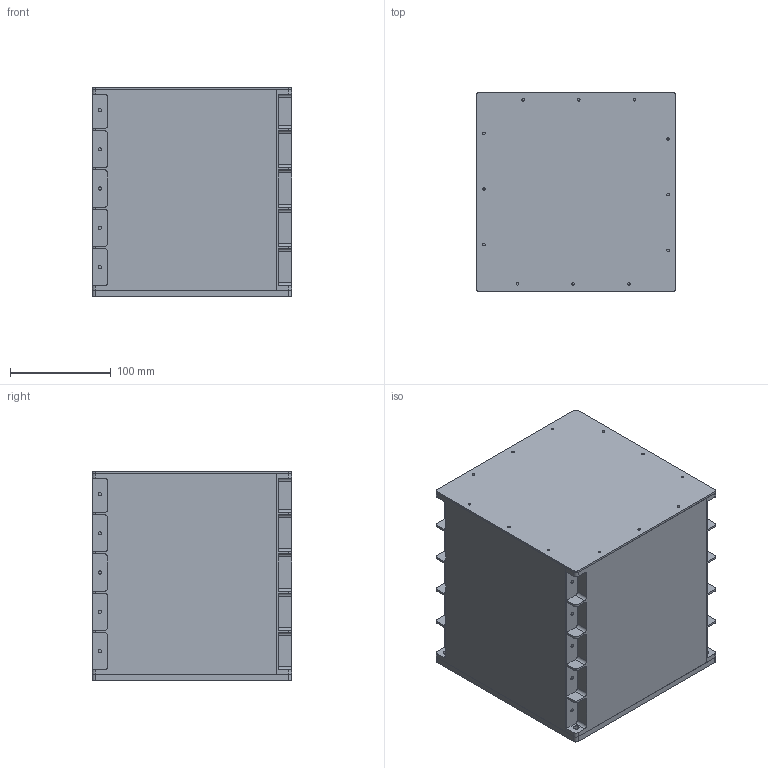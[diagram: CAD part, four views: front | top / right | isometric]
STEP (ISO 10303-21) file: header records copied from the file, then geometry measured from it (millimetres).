
FILE_DESCRIPTION(/* description */ (''),/* implementation_level */ '2;1');
FILE_NAME(/* name */ 'Structure 0.3 v30 v2.step',/* time_stamp */ '2023-06-12T09:05:51+02:00',/* author */ (''),/* organization */ (''),/* preprocessor_version */ 'ST-DEVELOPER v19.2',/* originating_system */ 'Autodesk Translation Framework v12.6.0.85',/* authorisation */ '');
FILE_SCHEMA (('AUTOMOTIVE_DESIGN { 1 0 10303 214 3 1 1 }'));
Length unit declared in the file: millimetre
Products named in the file (4): Structure 0.3 v30; side; Component7; Component8
Assembly tree (6 placements, depth 3):
  Structure 0.3 v30
    side  x4
      Component7
    Component8
Bounding box: 198 x 198 x 208 mm (x, y, z)
Volume: 1558395.5 mm3; surface area: 829590.7 mm2
Topology: 5 solids, 5 shells, 578 faces, 1536 edges, 1024 vertices
Faces by surface type: cylinder 304, plane 274
Full cylindrical faces by diameter (mm): 2.5 x92, 3.2 x20, 5.4 x16
Entity records: 5347 total; most frequent: DIRECTION 947, CARTESIAN_POINT 886, ORIENTED_EDGE 858, EDGE_CURVE 429, AXIS2_PLACEMENT_3D 347, VERTEX_POINT 286, LINE 253, VECTOR 253
